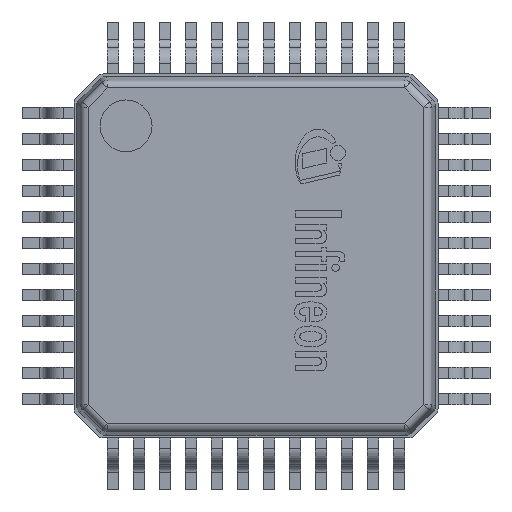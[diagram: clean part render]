
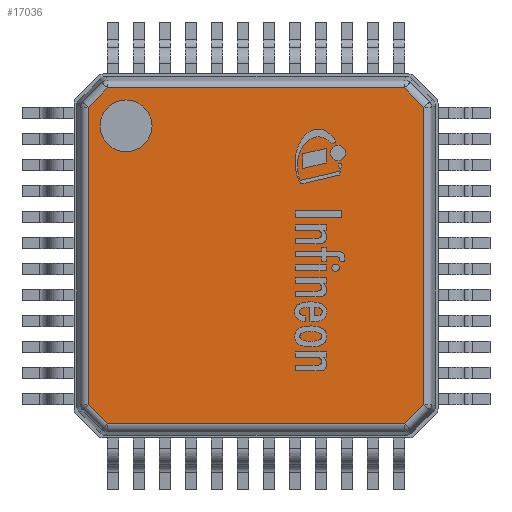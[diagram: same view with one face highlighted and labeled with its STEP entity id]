
A CAD part, top view. The second image highlights one B-rep face of the part: STEP entity #17036.
In plain terms, the highlighted planar face has unit normal (0, 0, 1).
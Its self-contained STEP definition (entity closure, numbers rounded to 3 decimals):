
#21=FACE_BOUND('',#1929,.T.);
#233=PLANE('',#18185);
#925=FACE_OUTER_BOUND('',#1928,.T.);
#1928=EDGE_LOOP('',(#11920,#11921,#11922,#11923,#11924,#11925,#11926,#11927));
#1929=EDGE_LOOP('',(#11928));
#2963=LINE('',#25340,#4818);
#2969=LINE('',#25369,#4824);
#2975=LINE('',#25398,#4830);
#2981=LINE('',#25427,#4836);
#2983=LINE('',#25430,#4838);
#2985=LINE('',#25433,#4840);
#2987=LINE('',#25436,#4842);
#2989=LINE('',#25439,#4844);
#4818=VECTOR('',#20100,1.);
#4824=VECTOR('',#20132,1.);
#4830=VECTOR('',#20164,1.);
#4836=VECTOR('',#20196,1.);
#4838=VECTOR('',#20200,1.);
#4840=VECTOR('',#20204,1.);
#4842=VECTOR('',#20208,1.);
#4844=VECTOR('',#20212,1.);
#6589=CIRCLE('',#18123,0.5);
#7337=VERTEX_POINT('',#25309);
#7339=VERTEX_POINT('',#25314);
#7344=VERTEX_POINT('',#25327);
#7349=VERTEX_POINT('',#25343);
#7354=VERTEX_POINT('',#25356);
#7359=VERTEX_POINT('',#25372);
#7364=VERTEX_POINT('',#25385);
#7369=VERTEX_POINT('',#25401);
#7374=VERTEX_POINT('',#25414);
#9091=EDGE_CURVE('',#7337,#7337,#6589,.T.);
#9105=EDGE_CURVE('',#7339,#7344,#2963,.T.);
#9119=EDGE_CURVE('',#7344,#7354,#2969,.T.);
#9133=EDGE_CURVE('',#7354,#7364,#2975,.T.);
#9147=EDGE_CURVE('',#7364,#7374,#2981,.T.);
#9149=EDGE_CURVE('',#7374,#7369,#2983,.T.);
#9151=EDGE_CURVE('',#7369,#7359,#2985,.T.);
#9153=EDGE_CURVE('',#7359,#7349,#2987,.T.);
#9155=EDGE_CURVE('',#7349,#7339,#2989,.T.);
#11920=ORIENTED_EDGE('',*,*,#9105,.F.);
#11921=ORIENTED_EDGE('',*,*,#9155,.F.);
#11922=ORIENTED_EDGE('',*,*,#9153,.F.);
#11923=ORIENTED_EDGE('',*,*,#9151,.F.);
#11924=ORIENTED_EDGE('',*,*,#9149,.F.);
#11925=ORIENTED_EDGE('',*,*,#9147,.F.);
#11926=ORIENTED_EDGE('',*,*,#9133,.F.);
#11927=ORIENTED_EDGE('',*,*,#9119,.F.);
#11928=ORIENTED_EDGE('',*,*,#9091,.T.);
#17036=ADVANCED_FACE('',(#925,#21),#233,.T.);
#18123=AXIS2_PLACEMENT_3D('',#25310,#20065,#20066);
#18185=AXIS2_PLACEMENT_3D('',#25448,#20225,#20226);
#20065=DIRECTION('center_axis',(0.,0.,-1.));
#20066=DIRECTION('ref_axis',(-1.,0.,0.));
#20100=DIRECTION('',(0.,-1.,0.));
#20132=DIRECTION('',(-0.707,-0.707,0.));
#20164=DIRECTION('',(-1.,0.,0.));
#20196=DIRECTION('',(-0.707,0.707,0.));
#20200=DIRECTION('',(0.,1.,0.));
#20204=DIRECTION('',(0.707,0.707,0.));
#20208=DIRECTION('',(1.,0.,0.));
#20212=DIRECTION('',(0.707,-0.707,0.));
#20225=DIRECTION('center_axis',(0.,0.,1.));
#20226=DIRECTION('ref_axis',(1.,0.,0.));
#25309=CARTESIAN_POINT('',(-2.,2.5,1.2));
#25310=CARTESIAN_POINT('Origin',(-2.5,2.5,1.2));
#25314=CARTESIAN_POINT('',(3.23,2.859,1.2));
#25327=CARTESIAN_POINT('',(3.23,-2.859,1.2));
#25340=CARTESIAN_POINT('',(3.23,1.475,1.2));
#25343=CARTESIAN_POINT('',(2.859,3.23,1.2));
#25356=CARTESIAN_POINT('',(2.859,-3.23,1.2));
#25369=CARTESIAN_POINT('',(3.17,-2.92,1.2));
#25372=CARTESIAN_POINT('',(-2.859,3.23,1.2));
#25385=CARTESIAN_POINT('',(-2.859,-3.23,1.2));
#25398=CARTESIAN_POINT('',(1.475,-3.23,1.2));
#25401=CARTESIAN_POINT('',(-3.23,2.859,1.2));
#25414=CARTESIAN_POINT('',(-3.23,-2.859,1.2));
#25427=CARTESIAN_POINT('',(-2.92,-3.17,1.2));
#25430=CARTESIAN_POINT('',(-3.23,-1.475,1.2));
#25433=CARTESIAN_POINT('',(-3.17,2.92,1.2));
#25436=CARTESIAN_POINT('',(-1.475,3.23,1.2));
#25439=CARTESIAN_POINT('',(2.92,3.17,1.2));
#25448=CARTESIAN_POINT('Origin',(0.,0.,1.2));
